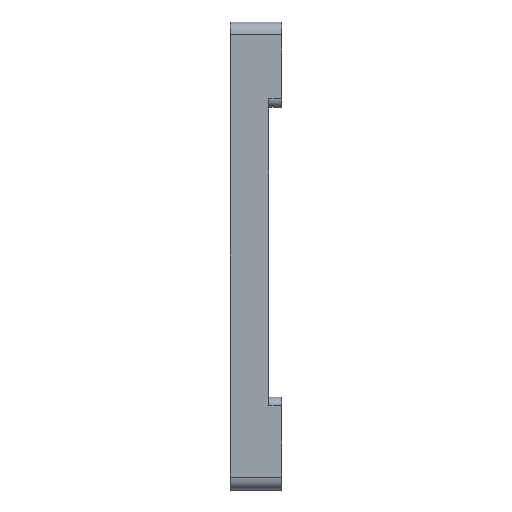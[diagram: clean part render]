
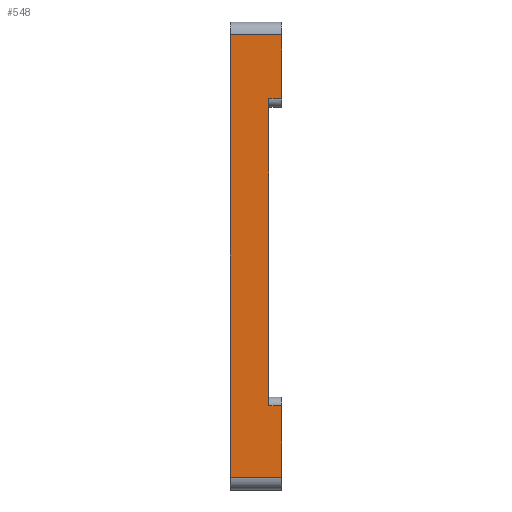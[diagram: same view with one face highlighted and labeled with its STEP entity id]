
A CAD part, left-side view. The second image highlights one B-rep face of the part: STEP entity #548.
In plain terms, the highlighted planar face has unit normal (-1, 0, 0).
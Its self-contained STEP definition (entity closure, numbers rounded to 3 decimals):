
#9 = LINE ( 'NONE', #898, #1346 ) ;
#15 = DIRECTION ( 'NONE',  ( 0., -1., 0. ) ) ;
#82 = ORIENTED_EDGE ( 'NONE', *, *, #713, .T. ) ;
#103 = CARTESIAN_POINT ( 'NONE',  ( -8., 40.3, 4.5 ) ) ;
#107 = CARTESIAN_POINT ( 'NONE',  ( -8., 35.8, 12.901 ) ) ;
#161 = CARTESIAN_POINT ( 'NONE',  ( -8., 40.3, 56.5 ) ) ;
#165 = CARTESIAN_POINT ( 'NONE',  ( -8., 34.3, 48.979 ) ) ;
#205 = VERTEX_POINT ( 'NONE', #107 ) ;
#232 = LINE ( 'NONE', #850, #335 ) ;
#234 = VERTEX_POINT ( 'NONE', #1435 ) ;
#253 = CARTESIAN_POINT ( 'NONE',  ( -8., 34.3, 4.5 ) ) ;
#284 = EDGE_CURVE ( 'NONE', #321, #935, #390, .T. ) ;
#290 = CARTESIAN_POINT ( 'NONE',  ( -8., 34.3, 58. ) ) ;
#317 = VECTOR ( 'NONE', #15, 1000. ) ;
#321 = VERTEX_POINT ( 'NONE', #161 ) ;
#335 = VECTOR ( 'NONE', #1350, 1000. ) ;
#356 = EDGE_LOOP ( 'NONE', ( #1413, #82, #1590, #1403, #635, #421, #384, #664 ) ) ;
#384 = ORIENTED_EDGE ( 'NONE', *, *, #983, .F. ) ;
#390 = LINE ( 'NONE', #662, #977 ) ;
#397 = LINE ( 'NONE', #1147, #317 ) ;
#403 = LINE ( 'NONE', #920, #843 ) ;
#412 = DIRECTION ( 'NONE',  ( 0., 0., -1. ) ) ;
#416 = EDGE_CURVE ( 'NONE', #1281, #205, #942, .T. ) ;
#421 = ORIENTED_EDGE ( 'NONE', *, *, #1575, .T. ) ;
#507 = DIRECTION ( 'NONE',  ( 0., 0., -1. ) ) ;
#548 = ADVANCED_FACE ( 'NONE', ( #728 ), #1115, .F. ) ;
#572 = VECTOR ( 'NONE', #746, 1000. ) ;
#635 = ORIENTED_EDGE ( 'NONE', *, *, #1195, .F. ) ;
#642 = VERTEX_POINT ( 'NONE', #165 ) ;
#662 = CARTESIAN_POINT ( 'NONE',  ( -8., 40.3, 58. ) ) ;
#664 = ORIENTED_EDGE ( 'NONE', *, *, #952, .T. ) ;
#713 = EDGE_CURVE ( 'NONE', #935, #1460, #403, .T. ) ;
#728 = FACE_OUTER_BOUND ( 'NONE', #356, .T. ) ;
#746 = DIRECTION ( 'NONE',  ( 0., 0., -1. ) ) ;
#803 = DIRECTION ( 'NONE',  ( 0., 0., -1. ) ) ;
#843 = VECTOR ( 'NONE', #1425, 1000. ) ;
#850 = CARTESIAN_POINT ( 'NONE',  ( -8., 40.3, 56.5 ) ) ;
#872 = CARTESIAN_POINT ( 'NONE',  ( -8., 34.3, 58. ) ) ;
#898 = CARTESIAN_POINT ( 'NONE',  ( -8., 35.8, 58. ) ) ;
#909 = EDGE_CURVE ( 'NONE', #1281, #1460, #1639, .T. ) ;
#920 = CARTESIAN_POINT ( 'NONE',  ( -8., 34.3, 4.5 ) ) ;
#930 = LINE ( 'NONE', #290, #1287 ) ;
#935 = VERTEX_POINT ( 'NONE', #103 ) ;
#942 = LINE ( 'NONE', #1578, #1311 ) ;
#952 = EDGE_CURVE ( 'NONE', #1362, #321, #232, .T. ) ;
#964 = CARTESIAN_POINT ( 'NONE',  ( -8., 34.3, 12.901 ) ) ;
#977 = VECTOR ( 'NONE', #412, 1000. ) ;
#980 = CARTESIAN_POINT ( 'NONE',  ( -8., 34.3, 58. ) ) ;
#983 = EDGE_CURVE ( 'NONE', #1362, #642, #930, .T. ) ;
#1112 = CARTESIAN_POINT ( 'NONE',  ( -8., 34.3, 56.5 ) ) ;
#1115 = PLANE ( 'NONE',  #1285 ) ;
#1147 = CARTESIAN_POINT ( 'NONE',  ( -8., 34.3, 48.979 ) ) ;
#1195 = EDGE_CURVE ( 'NONE', #234, #205, #9, .T. ) ;
#1281 = VERTEX_POINT ( 'NONE', #964 ) ;
#1285 = AXIS2_PLACEMENT_3D ( 'NONE', #872, #1632, #1507 ) ;
#1287 = VECTOR ( 'NONE', #803, 1000. ) ;
#1311 = VECTOR ( 'NONE', #1586, 1000. ) ;
#1346 = VECTOR ( 'NONE', #507, 1000. ) ;
#1350 = DIRECTION ( 'NONE',  ( 0., 1., 0. ) ) ;
#1362 = VERTEX_POINT ( 'NONE', #1112 ) ;
#1403 = ORIENTED_EDGE ( 'NONE', *, *, #416, .T. ) ;
#1413 = ORIENTED_EDGE ( 'NONE', *, *, #284, .T. ) ;
#1425 = DIRECTION ( 'NONE',  ( 0., -1., 0. ) ) ;
#1435 = CARTESIAN_POINT ( 'NONE',  ( -8., 35.8, 48.979 ) ) ;
#1460 = VERTEX_POINT ( 'NONE', #253 ) ;
#1507 = DIRECTION ( 'NONE',  ( 0., 0., -1. ) ) ;
#1575 = EDGE_CURVE ( 'NONE', #234, #642, #397, .T. ) ;
#1578 = CARTESIAN_POINT ( 'NONE',  ( -8., 34.3, 12.901 ) ) ;
#1586 = DIRECTION ( 'NONE',  ( 0., 1., 0. ) ) ;
#1590 = ORIENTED_EDGE ( 'NONE', *, *, #909, .F. ) ;
#1632 = DIRECTION ( 'NONE',  ( 1., 0., 0. ) ) ;
#1639 = LINE ( 'NONE', #980, #572 ) ;
